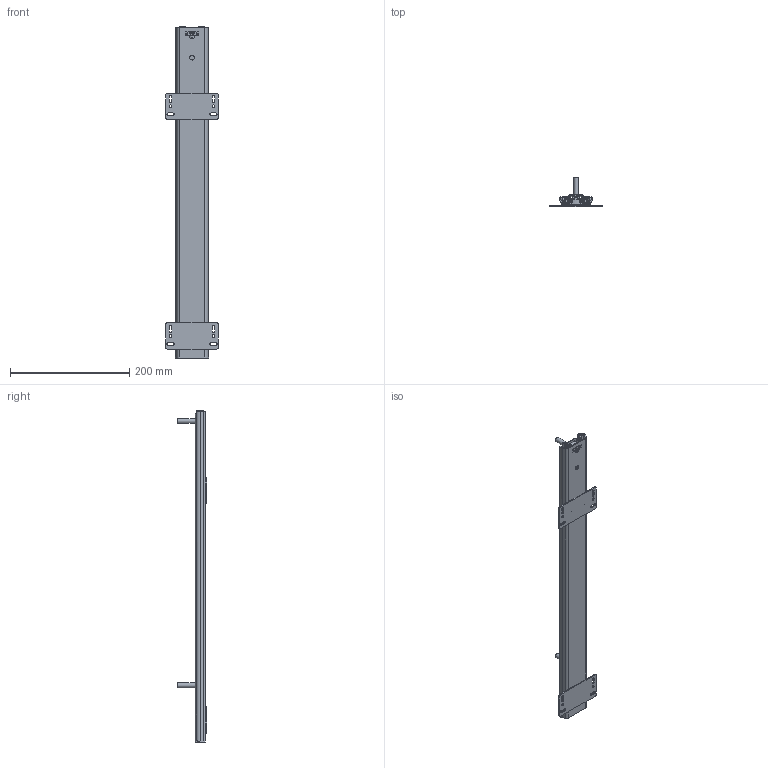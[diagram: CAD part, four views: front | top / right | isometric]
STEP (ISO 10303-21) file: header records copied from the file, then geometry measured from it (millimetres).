
FILE_DESCRIPTION(/* description */ ('ULF HD 556.5 / 610 (17,2mm)'),/* implementation_level */ '2;1');
FILE_NAME(/* name */ '124-B35_00_in.stp',/* time_stamp */ '2017-12-18T09:58:02+01:00',/* author */ ('stagece1'),/* organization */ (''),/* preprocessor_version */ 'ST-DEVELOPER v16.13',/* originating_system */ 'Autodesk Inventor 2018',/* authorisation */ '');
FILE_SCHEMA (('AUTOMOTIVE_DESIGN { 1 0 10303 214 3 1 1 }'));
Length unit declared in the file: millimetre
Products named in the file (18): 124-B35; 124-B35_1; 124-B35_2; 124-B35_3; 5920037; 554-202; 124-B35_4; 124-B35_5; 124-B35_6; 124-B35_7; 124-B35_8; 124-B35_9; 124-B35_10; 124-B35_11; 921084; 124-B35_12; 124-B35_13; 931234
Assembly tree (80 placements, depth 3):
  124-B35
    124-B35_1
    124-B35_2
      124-B35_3
      5920037
      554-202  x2
    124-B35_4
      124-B35_5
      921084  x2
      124-B35_6  x30
    124-B35_7
      124-B35_8
    124-B35_9
      124-B35_10
      124-B35_11  x30
      921084  x2
    124-B35_12
      124-B35_13
      931234  x2
Bounding box: 88 x 49.2 x 556.5 mm (x, y, z)
Volume: 223793.7 mm3; surface area: 293467.9 mm2
Topology: 78 solids, 78 shells, 2134 faces, 6315 edges, 4416 vertices
Faces by surface type: plane 1124, cylinder 906, sphere 80, cone 10, bspline 10, torus 4
Full cylindrical faces by diameter (mm): 4 x4, 4.5 x4, 5.56 x30, 6.35 x30, 8 x3
Entity records: 56713 total; most frequent: CARTESIAN_POINT 10517, DIRECTION 9764, ORIENTED_EDGE 9264, EDGE_CURVE 4632, AXIS2_PLACEMENT_3D 3379, VERTEX_POINT 3120, LINE 3006, VECTOR 3006
